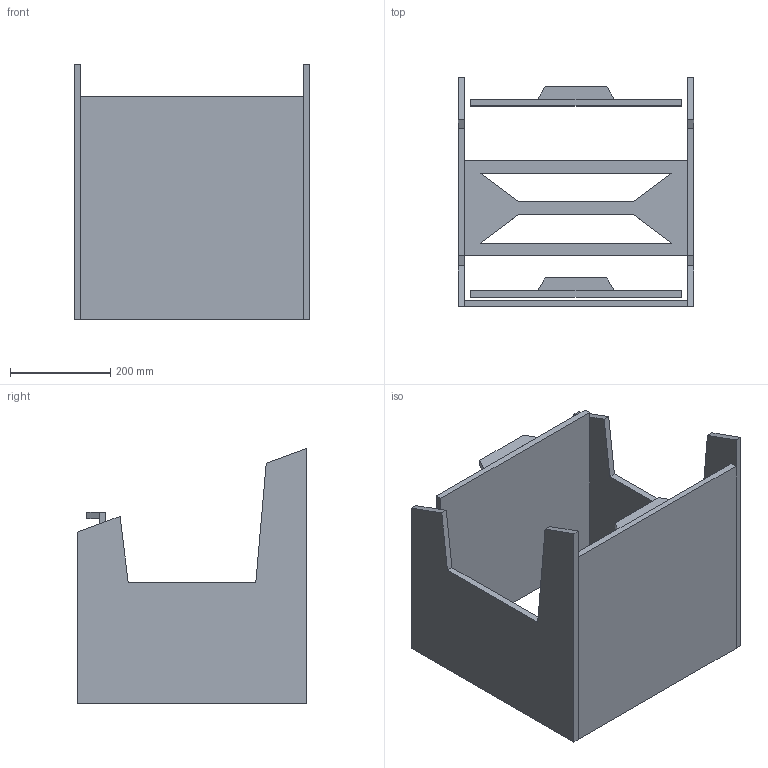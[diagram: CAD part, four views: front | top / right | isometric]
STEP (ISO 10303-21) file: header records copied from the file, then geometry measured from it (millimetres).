
FILE_DESCRIPTION(/* description */ (''),/* implementation_level */ '2;1');
FILE_NAME(/* name */ 'Othermill Stand.step',/* time_stamp */ '2017-01-16T14:48:57-08:00',/* author */ (''),/* organization */ (''),/* preprocessor_version */ 'ST-DEVELOPER v16.5',/* originating_system */ 'Autodesk Translation Framework v5.2.0.2920',/* authorisation */ '');
FILE_SCHEMA (('AUTOMOTIVE_DESIGN { 1 0 10303 214 3 1 1 }'));
Length unit declared in the file: inch
Products named in the file (9): Othermill Stand v14; Leg: Left; Back Support; Base; Leg: Right; Sliding Shelf: Bottom; Sliding Shelf: Top; Bottom Handle; Top Handle
Assembly tree (8 placements, depth 2):
  Othermill Stand v14
    Leg: Left
    Back Support
    Base
    Leg: Right
    Sliding Shelf: Bottom
    Sliding Shelf: Top
    Bottom Handle
    Top Handle
Bounding box: 469.9 x 457.2 x 508 mm (x, y, z)
Volume: 10879334.7 mm3; surface area: 1874678.1 mm2
Topology: 8 solids, 8 shells, 64 faces, 144 edges, 96 vertices
Faces by surface type: plane 64
Entity records: 1939 total; most frequent: CARTESIAN_POINT 321, DIRECTION 306, ORIENTED_EDGE 288, LINE 144, VECTOR 144, EDGE_CURVE 144, VERTEX_POINT 96, AXIS2_PLACEMENT_3D 81
